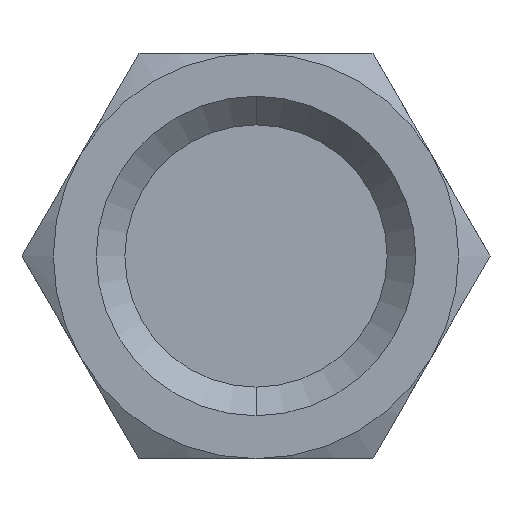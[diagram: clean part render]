
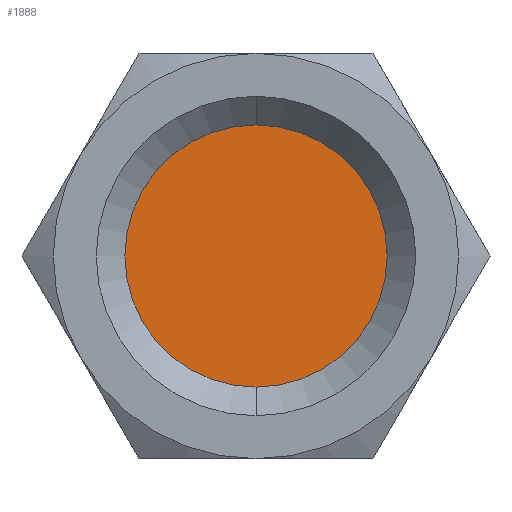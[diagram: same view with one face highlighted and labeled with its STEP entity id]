
A CAD part, front view. The second image highlights one B-rep face of the part: STEP entity #1888.
In plain terms, the highlighted planar face has unit normal (0, -1, 0).
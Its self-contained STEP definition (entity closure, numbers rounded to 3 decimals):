
#3 = CARTESIAN_POINT ( 'NONE',  ( 0., 1.2, 0. ) ) ;
#4 = DIRECTION ( 'NONE',  ( 0., -1., 0. ) ) ;
#5 = DIRECTION ( 'NONE',  ( 0., 0., -1. ) ) ;
#259 = CARTESIAN_POINT ( 'NONE',  ( 0., 1.2, 0. ) ) ;
#260 = DIRECTION ( 'NONE',  ( 0., -1., 0. ) ) ;
#261 = DIRECTION ( 'NONE',  ( 0., 0., -1. ) ) ;
#563 = ORIENTED_EDGE ( 'NONE', *, *, #1771, .T. ) ;
#564 = ORIENTED_EDGE ( 'NONE', *, *, #1831, .T. ) ;
#863 = PLANE ( 'NONE',  #2379 ) ;
#871 = CARTESIAN_POINT ( 'NONE',  ( 0., 1.2, 0. ) ) ;
#872 = DIRECTION ( 'NONE',  ( 0., 1., 0. ) ) ;
#873 = DIRECTION ( 'NONE',  ( 0., 0., 1. ) ) ;
#1027 = FACE_OUTER_BOUND ( 'NONE', #1118, .T. ) ;
#1118 = EDGE_LOOP ( 'NONE', ( #563, #564 ) ) ;
#1149 = VERTEX_POINT ( 'NONE', #1354 ) ;
#1150 = VERTEX_POINT ( 'NONE', #1348 ) ;
#1348 = CARTESIAN_POINT ( 'NONE',  ( 0., 1.2, 5.5 ) ) ;
#1354 = CARTESIAN_POINT ( 'NONE',  ( 0., 1.2, -5.5 ) ) ;
#1771 = EDGE_CURVE ( 'NONE', #1149, #1150, #2050, .T. ) ;
#1831 = EDGE_CURVE ( 'NONE', #1150, #1149, #2107, .T. ) ;
#1888 = ADVANCED_FACE ( 'NONE', ( #1027 ), #863, .F. ) ;
#2050 = CIRCLE ( 'NONE', #2187, 5.5 ) ;
#2107 = CIRCLE ( 'NONE', #2209, 5.5 ) ;
#2187 = AXIS2_PLACEMENT_3D ( 'NONE', #3, #4, #5 ) ;
#2209 = AXIS2_PLACEMENT_3D ( 'NONE', #259, #260, #261 ) ;
#2379 = AXIS2_PLACEMENT_3D ( 'NONE', #871, #872, #873 ) ;
